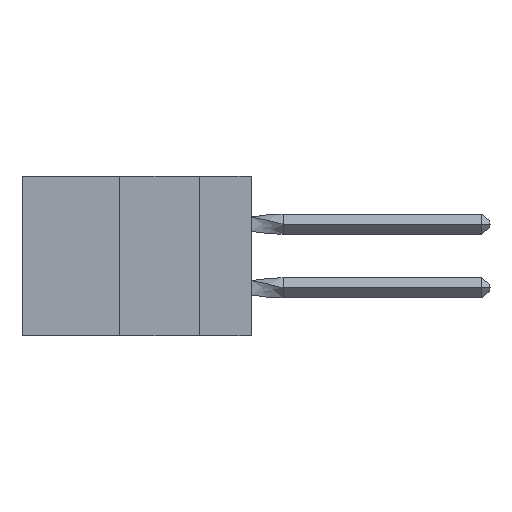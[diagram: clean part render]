
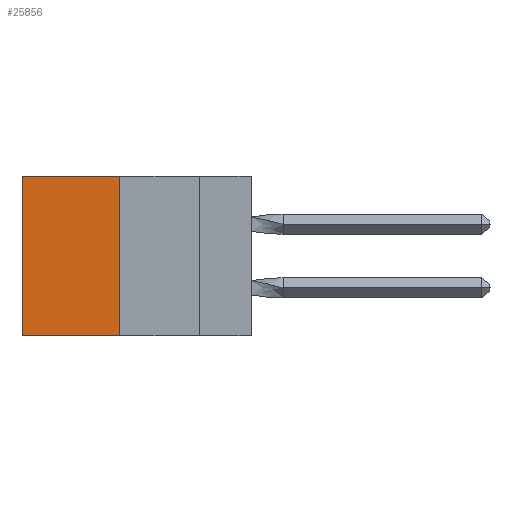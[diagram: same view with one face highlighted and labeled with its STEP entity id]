
A CAD part, left-side view. The second image highlights one B-rep face of the part: STEP entity #25856.
In plain terms, the highlighted planar face has unit normal (-1, 0, 0).
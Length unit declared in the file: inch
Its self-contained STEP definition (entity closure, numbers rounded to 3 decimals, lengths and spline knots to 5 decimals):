
#25 = CARTESIAN_POINT ( 'NONE',  ( 0.305, 0.72, -0.5 ) ) ;
#480 = FACE_OUTER_BOUND ( 'NONE', #2247, .T. ) ;
#861 = CARTESIAN_POINT ( 'NONE',  ( 0.305, 0.72, -0.5 ) ) ;
#2247 = EDGE_LOOP ( 'NONE', ( #5660, #21133, #13636, #12419 ) ) ;
#2747 = PLANE ( 'NONE',  #24625 ) ;
#4489 = CARTESIAN_POINT ( 'NONE',  ( 0.305, 0.413, -0.5 ) ) ;
#4915 = CARTESIAN_POINT ( 'NONE',  ( 0.305, 0.413, -0.5 ) ) ;
#5352 = LINE ( 'NONE', #9408, #6039 ) ;
#5660 = ORIENTED_EDGE ( 'NONE', *, *, #16955, .T. ) ;
#6039 = VECTOR ( 'NONE', #7405, 39.37008 ) ;
#7405 = DIRECTION ( 'NONE',  ( 0., 0., -1. ) ) ;
#7537 = VECTOR ( 'NONE', #13614, 39.37008 ) ;
#8935 = VERTEX_POINT ( 'NONE', #22811 ) ;
#9331 = VECTOR ( 'NONE', #19613, 39.37008 ) ;
#9408 = CARTESIAN_POINT ( 'NONE',  ( 0.305, 0.413, -0.5 ) ) ;
#12244 = DIRECTION ( 'NONE',  ( 0., 0., -1. ) ) ;
#12419 = ORIENTED_EDGE ( 'NONE', *, *, #17231, .T. ) ;
#12852 = LINE ( 'NONE', #4915, #7537 ) ;
#13614 = DIRECTION ( 'NONE',  ( 0., 1., 0. ) ) ;
#13636 = ORIENTED_EDGE ( 'NONE', *, *, #27016, .F. ) ;
#13788 = VERTEX_POINT ( 'NONE', #19888 ) ;
#16481 = CARTESIAN_POINT ( 'NONE',  ( 0.305, 0.413, -0.5 ) ) ;
#16955 = EDGE_CURVE ( 'NONE', #13788, #26460, #17754, .T. ) ;
#17231 = EDGE_CURVE ( 'NONE', #8935, #13788, #21958, .T. ) ;
#17754 = LINE ( 'NONE', #861, #21252 ) ;
#18092 = EDGE_CURVE ( 'NONE', #26495, #26460, #12852, .T. ) ;
#19613 = DIRECTION ( 'NONE',  ( 0., 1., 0. ) ) ;
#19888 = CARTESIAN_POINT ( 'NONE',  ( 0.305, 0.72, 0. ) ) ;
#20738 = DIRECTION ( 'NONE',  ( 0., 0., -1. ) ) ;
#21133 = ORIENTED_EDGE ( 'NONE', *, *, #18092, .F. ) ;
#21252 = VECTOR ( 'NONE', #12244, 39.37008 ) ;
#21958 = LINE ( 'NONE', #26599, #9331 ) ;
#22811 = CARTESIAN_POINT ( 'NONE',  ( 0.305, 0.413, 0. ) ) ;
#24625 = AXIS2_PLACEMENT_3D ( 'NONE', #16481, #27862, #20738 ) ;
#25856 = ADVANCED_FACE ( 'NONE', ( #480 ), #2747, .F. ) ;
#26460 = VERTEX_POINT ( 'NONE', #25 ) ;
#26495 = VERTEX_POINT ( 'NONE', #4489 ) ;
#26599 = CARTESIAN_POINT ( 'NONE',  ( 0.305, 0.413, 0. ) ) ;
#27016 = EDGE_CURVE ( 'NONE', #8935, #26495, #5352, .T. ) ;
#27862 = DIRECTION ( 'NONE',  ( 1., 0., 0. ) ) ;
